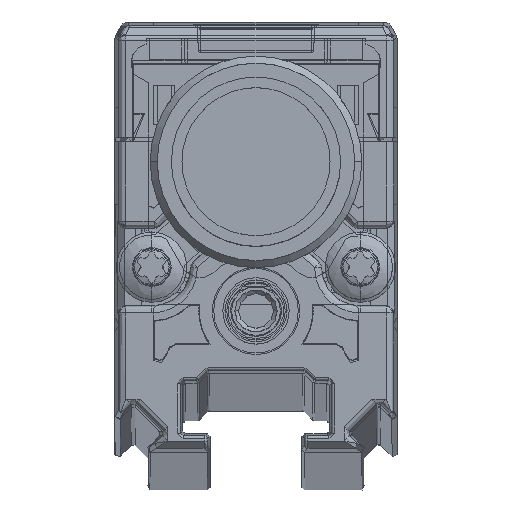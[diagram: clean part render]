
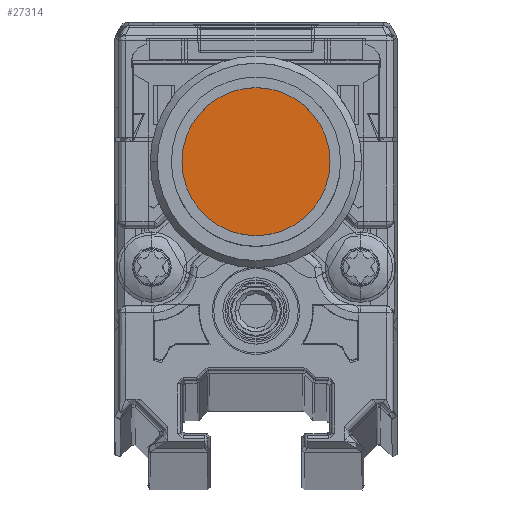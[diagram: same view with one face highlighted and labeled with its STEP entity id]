
A CAD part, top view. The second image highlights one B-rep face of the part: STEP entity #27314.
In plain terms, the highlighted face is planar.
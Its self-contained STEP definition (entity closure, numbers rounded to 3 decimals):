
#26514=CARTESIAN_POINT('',(0.,0.,0.));
#26515=DIRECTION('',(0.,-1.,0.));
#26516=DIRECTION('',(1.,0.,0.));
#26517=AXIS2_PLACEMENT_3D('',#26514,#26515,#26516);
#26519=CARTESIAN_POINT('',(0.,0.,0.));
#26520=DIRECTION('',(0.,-1.,0.));
#26521=DIRECTION('',(-1.,0.,0.));
#26522=AXIS2_PLACEMENT_3D('',#26519,#26520,#26521);
#26620=CARTESIAN_POINT('',(-5.25,0.,0.));
#26621=VERTEX_POINT('',#26620);
#26622=CARTESIAN_POINT('',(5.25,0.,0.));
#26623=VERTEX_POINT('',#26622);
#27305=CARTESIAN_POINT('',(0.,0.,0.));
#27306=DIRECTION('',(0.,-1.,0.));
#27307=DIRECTION('',(1.,0.,0.));
#27308=AXIS2_PLACEMENT_3D('',#27305,#27306,#27307);
#27309=PLANE('',#27308);
#27310=ORIENTED_EDGE('',*,*,#27291,.T.);
#27311=ORIENTED_EDGE('',*,*,#27273,.T.);
#27312=EDGE_LOOP('',(#27310,#27311));
#27313=FACE_OUTER_BOUND('',#27312,.F.);
#27314=ADVANCED_FACE('',(#27313),#27309,.F.);
#26518=CIRCLE('',#26517,5.25);
#26523=CIRCLE('',#26522,5.25);
#27273=EDGE_CURVE('',#26621,#26623,#26523,.T.);
#27291=EDGE_CURVE('',#26623,#26621,#26518,.T.);
